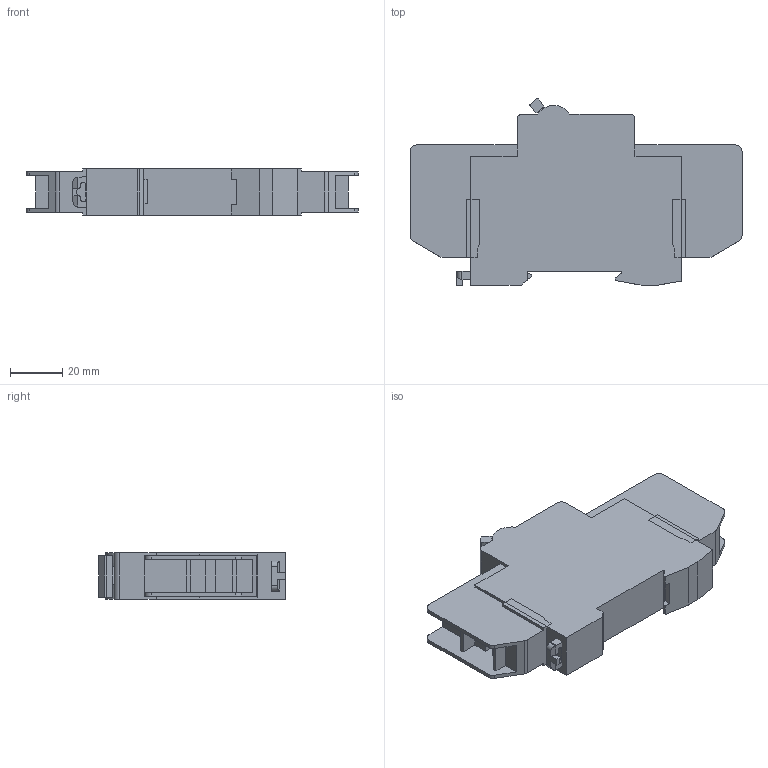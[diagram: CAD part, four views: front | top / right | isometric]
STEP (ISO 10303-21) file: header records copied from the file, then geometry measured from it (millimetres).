
FILE_DESCRIPTION((''),'2;1');
FILE_NAME('ASM0205_ASM','2018-12-20T',('danae.lavaud'),(''),'PRO/ENGINEER BY PARAMETRIC TECHNOLOGY CORPORATION, 2014090','PRO/ENGINEER BY PARAMETRIC TECHNOLOGY CORPORATION, 2014090','');
FILE_SCHEMA(('CONFIG_CONTROL_DESIGN'));
Length unit declared in the file: millimetre
Products named in the file (13): MANIFOLD_SOLID_BREP_1738; MANIFOLD_SOLID_BREP_3476; PRT0588_1_ASM; MANIFOLD_SOLID_BREP_4004; MANIFOLD_SOLID_BREP_4498; PRT0589_1_ASM; SIMPL_ASM_1_ASM; M9A17400_3D-SIMPLIFIED_ASM; PRT0588; PRT0589; PRT0590; ASM0206_ASM; ASM0205_ASM
Assembly tree (12 placements, depth 5):
  ASM0205_ASM
    M9A17400_3D-SIMPLIFIED_ASM
      SIMPL_ASM_1_ASM
        PRT0588_1_ASM
          MANIFOLD_SOLID_BREP_1738
          MANIFOLD_SOLID_BREP_3476
        PRT0589_1_ASM
          MANIFOLD_SOLID_BREP_4004
          MANIFOLD_SOLID_BREP_4498
    ASM0206_ASM
      PRT0588
      PRT0589
      PRT0590
Bounding box: 126.9 x 71.43 x 17.7 mm (x, y, z)
Volume: 100191.6 mm3; surface area: 29635.2 mm2
Topology: 7 solids, 7 shells, 220 faces, 603 edges, 400 vertices
Faces by surface type: plane 182, cylinder 37, extrusion 1
Entity records: 7293 total; most frequent: CARTESIAN_POINT 1309, ORIENTED_EDGE 1206, DIRECTION 1184, EDGE_CURVE 603, VECTOR 524, LINE 523, VERTEX_POINT 400, AXIS2_PLACEMENT_3D 330
